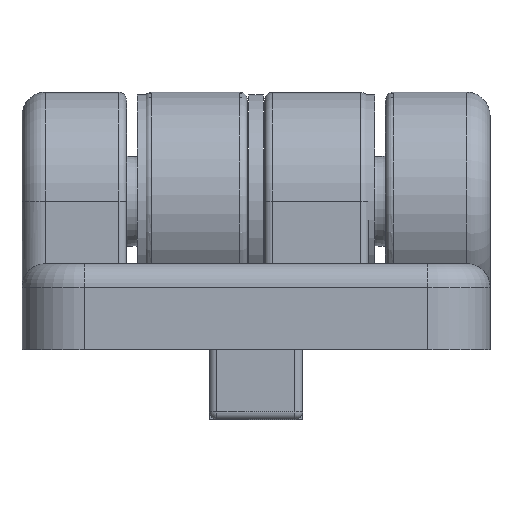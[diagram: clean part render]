
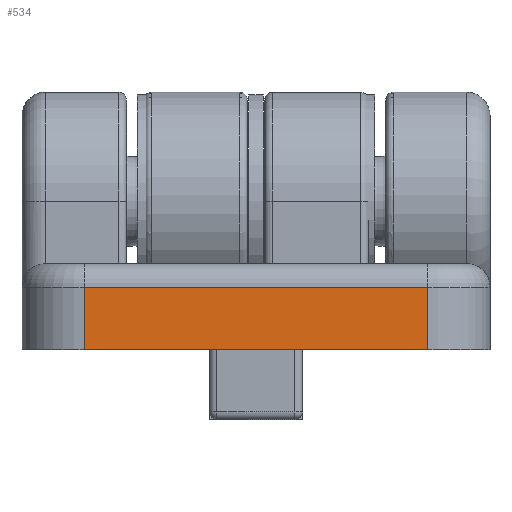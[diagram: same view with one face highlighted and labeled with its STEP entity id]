
A CAD part, left-side view. The second image highlights one B-rep face of the part: STEP entity #534.
In plain terms, the highlighted planar face has unit normal (-1, 0, 0).
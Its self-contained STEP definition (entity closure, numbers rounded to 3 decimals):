
#534 = ADVANCED_FACE( '', ( #1080 ), #1081, .F. );
#1080 = FACE_OUTER_BOUND( '', #1655, .T. );
#1081 = PLANE( '', #1656 );
#1655 = EDGE_LOOP( '', ( #2817, #2818, #2819, #2820 ) );
#1656 = AXIS2_PLACEMENT_3D( '', #2821, #2822, #2823 );
#2817 = ORIENTED_EDGE( '', *, *, #3463, .F. );
#2818 = ORIENTED_EDGE( '', *, *, #3349, .T. );
#2819 = ORIENTED_EDGE( '', *, *, #3739, .T. );
#2820 = ORIENTED_EDGE( '', *, *, #3740, .T. );
#2821 = CARTESIAN_POINT( '', ( -30., -4., -11. ) );
#2822 = DIRECTION( '', ( 1., 0., 0. ) );
#2823 = DIRECTION( '', ( 0., 0., -1. ) );
#3349 = EDGE_CURVE( '', #3955, #3877, #3959, .F. );
#3463 = EDGE_CURVE( '', #3955, #4146, #4147, .T. );
#3739 = EDGE_CURVE( '', #3877, #4527, #4528, .T. );
#3740 = EDGE_CURVE( '', #4527, #4146, #4529, .T. );
#3877 = VERTEX_POINT( '', #4682 );
#3955 = VERTEX_POINT( '', #4808 );
#3959 = LINE( '', #4813, #4814 );
#4146 = VERTEX_POINT( '', #5059 );
#4147 = LINE( '', #5060, #5061 );
#4527 = VERTEX_POINT( '', #5565 );
#4528 = LINE( '', #5566, #5567 );
#4529 = LINE( '', #5568, #5569 );
#4682 = CARTESIAN_POINT( '', ( -30., -5.5, -11. ) );
#4808 = CARTESIAN_POINT( '', ( -30., -5.5, 11. ) );
#4813 = CARTESIAN_POINT( '', ( -30., -5.5, -11. ) );
#4814 = VECTOR( '', #5782, 1000. );
#5059 = CARTESIAN_POINT( '', ( -30., -9.5, 11. ) );
#5060 = CARTESIAN_POINT( '', ( -30., -4., 11. ) );
#5061 = VECTOR( '', #5956, 1000. );
#5565 = CARTESIAN_POINT( '', ( -30., -9.5, -11. ) );
#5566 = CARTESIAN_POINT( '', ( -30., -4., -11. ) );
#5567 = VECTOR( '', #6338, 1000. );
#5568 = CARTESIAN_POINT( '', ( -30., -9.5, -11. ) );
#5569 = VECTOR( '', #6339, 1000. );
#5782 = DIRECTION( '', ( 0., 0., 1. ) );
#5956 = DIRECTION( '', ( 0., -1., 0. ) );
#6338 = DIRECTION( '', ( 0., -1., 0. ) );
#6339 = DIRECTION( '', ( 0., 0., 1. ) );
